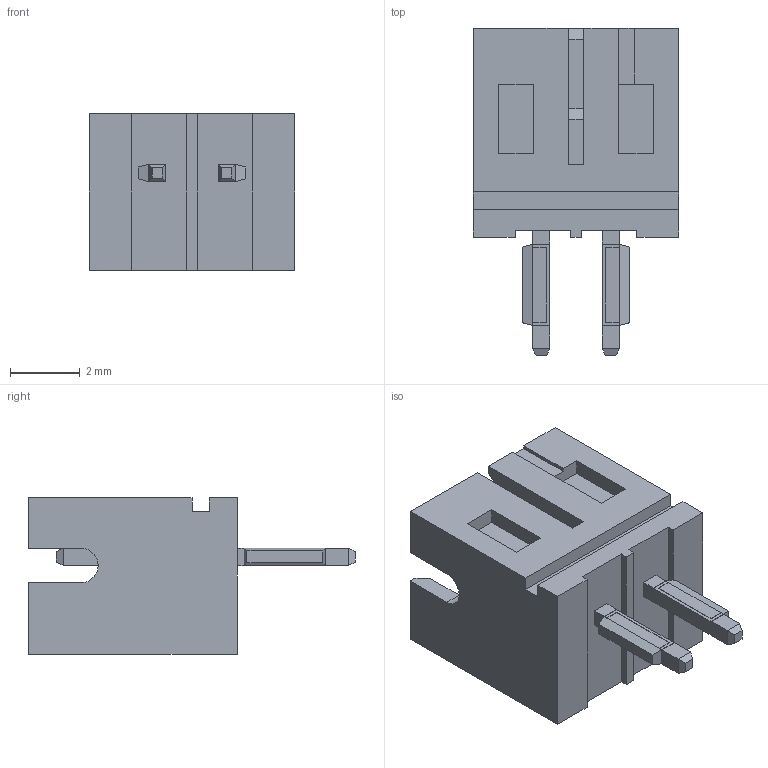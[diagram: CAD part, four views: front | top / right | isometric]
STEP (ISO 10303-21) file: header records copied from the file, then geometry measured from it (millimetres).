
FILE_DESCRIPTION (( 'STEP AP214' ), '1' );
FILE_NAME ('B2B-PH-K-S (LF)(SN).STEP', '2022-02-16T05:08:24', ( '' ), ( '' ), 'SwSTEP 2.0', 'SolidWorks 2018', '' );
FILE_SCHEMA (( 'AUTOMOTIVE_DESIGN' ));
Length unit declared in the file: millimetre
Products named in the file (2): B2B-PH-K-S (LF)(SN)
Bounding box: 5.9 x 9.4 x 4.5 mm (x, y, z)
Volume: 83.9 mm3; surface area: 290.9 mm2
Topology: 1 solids, 1 shells, 136 faces, 359 edges, 230 vertices
Faces by surface type: plane 134, cylinder 2
Entity records: 5012 total; most frequent: CARTESIAN_POINT 727, ORIENTED_EDGE 718, DIRECTION 639, EDGE_CURVE 359, LINE 355, VECTOR 355, VERTEX_POINT 230, AXIS2_PLACEMENT_3D 142
